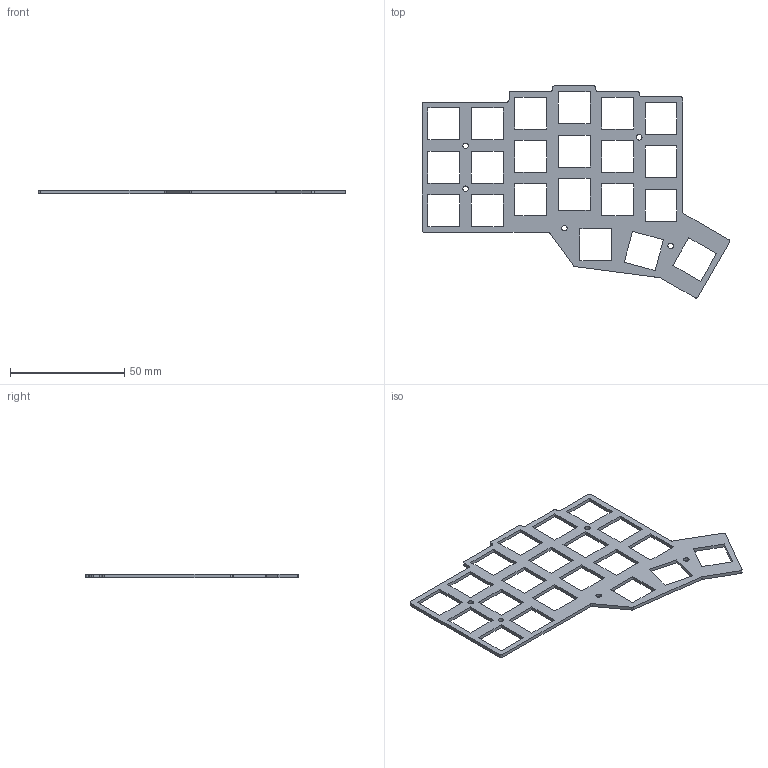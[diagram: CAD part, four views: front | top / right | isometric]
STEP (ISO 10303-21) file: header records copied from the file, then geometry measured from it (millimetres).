
FILE_DESCRIPTION (( 'STEP AP214' ), '1' );
FILE_NAME ('plate_capgap.STEP', '2022-02-01T15:37:19', ( '' ), ( '' ), 'SwSTEP 2.0', 'SolidWorks 2021', '' );
FILE_SCHEMA (( 'AUTOMOTIVE_DESIGN' ));
Length unit declared in the file: millimetre
Products named in the file (1): plate_capgap
Bounding box: 134.62 x 92.85 x 1.5 mm (x, y, z)
Volume: 6207.8 mm3; surface area: 10716.3 mm2
Topology: 1 solids, 1 shells, 130 faces, 384 edges, 256 vertices
Faces by surface type: plane 103, cylinder 27
Entity records: 4440 total; most frequent: CARTESIAN_POINT 771, ORIENTED_EDGE 768, DIRECTION 700, EDGE_CURVE 384, VECTOR 330, LINE 330, VERTEX_POINT 256, AXIS2_PLACEMENT_3D 185
